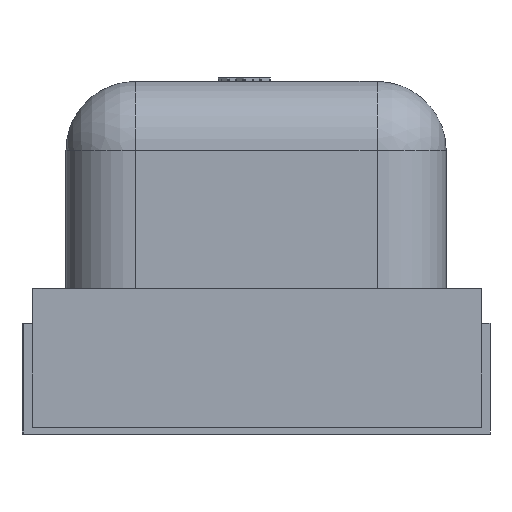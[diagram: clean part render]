
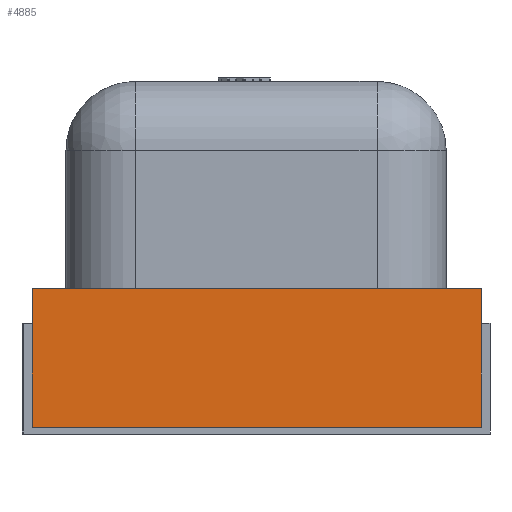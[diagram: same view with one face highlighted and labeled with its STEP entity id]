
A CAD part, left-side view. The second image highlights one B-rep face of the part: STEP entity #4885.
In plain terms, the highlighted planar face has unit normal (-1, 0, 0).
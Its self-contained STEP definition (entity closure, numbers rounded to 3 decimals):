
#243 = DIRECTION ( 'NONE',  ( 0., -1., 0. ) ) ;
#432 = DIRECTION ( 'NONE',  ( 0., 0., -1. ) ) ;
#1543 = ORIENTED_EDGE ( 'NONE', *, *, #7695, .T. ) ;
#1573 = DIRECTION ( 'NONE',  ( 0., 1., 0. ) ) ;
#1591 = LINE ( 'NONE', #14070, #5534 ) ;
#1992 = DIRECTION ( 'NONE',  ( 0., 0., -1. ) ) ;
#2468 = FACE_OUTER_BOUND ( 'NONE', #5578, .T. ) ;
#2604 = VERTEX_POINT ( 'NONE', #5035 ) ;
#3178 = VERTEX_POINT ( 'NONE', #5752 ) ;
#3627 = LINE ( 'NONE', #3705, #14087 ) ;
#3705 = CARTESIAN_POINT ( 'NONE',  ( 0., 0., 0.4 ) ) ;
#4507 = EDGE_CURVE ( 'NONE', #5437, #2604, #1591, .T. ) ;
#4514 = CARTESIAN_POINT ( 'NONE',  ( 0., 1.3, 0.4 ) ) ;
#4885 = ADVANCED_FACE ( 'NONE', ( #2468 ), #7234, .F. ) ;
#5035 = CARTESIAN_POINT ( 'NONE',  ( 0., 0., 0.4 ) ) ;
#5195 = VERTEX_POINT ( 'NONE', #7218 ) ;
#5237 = VECTOR ( 'NONE', #1992, 1000. ) ;
#5437 = VERTEX_POINT ( 'NONE', #12977 ) ;
#5534 = VECTOR ( 'NONE', #243, 1000. ) ;
#5578 = EDGE_LOOP ( 'NONE', ( #9435, #8065, #13948, #1543 ) ) ;
#5752 = CARTESIAN_POINT ( 'NONE',  ( 0., 1.3, 0. ) ) ;
#7218 = CARTESIAN_POINT ( 'NONE',  ( 0., 0., 0. ) ) ;
#7234 = PLANE ( 'NONE',  #8917 ) ;
#7695 = EDGE_CURVE ( 'NONE', #5437, #3178, #12187, .T. ) ;
#8065 = ORIENTED_EDGE ( 'NONE', *, *, #9046, .F. ) ;
#8917 = AXIS2_PLACEMENT_3D ( 'NONE', #11763, #11688, #1573 ) ;
#9046 = EDGE_CURVE ( 'NONE', #2604, #5195, #3627, .T. ) ;
#9435 = ORIENTED_EDGE ( 'NONE', *, *, #14136, .T. ) ;
#10075 = CARTESIAN_POINT ( 'NONE',  ( 0., 0., 0. ) ) ;
#11227 = VECTOR ( 'NONE', #14593, 1000. ) ;
#11688 = DIRECTION ( 'NONE',  ( 1., 0., 0. ) ) ;
#11763 = CARTESIAN_POINT ( 'NONE',  ( 0., 0., 0.4 ) ) ;
#12187 = LINE ( 'NONE', #4514, #5237 ) ;
#12373 = LINE ( 'NONE', #10075, #11227 ) ;
#12977 = CARTESIAN_POINT ( 'NONE',  ( 0., 1.3, 0.4 ) ) ;
#13948 = ORIENTED_EDGE ( 'NONE', *, *, #4507, .F. ) ;
#14070 = CARTESIAN_POINT ( 'NONE',  ( 0., 0., 0.4 ) ) ;
#14087 = VECTOR ( 'NONE', #432, 1000. ) ;
#14136 = EDGE_CURVE ( 'NONE', #3178, #5195, #12373, .T. ) ;
#14593 = DIRECTION ( 'NONE',  ( 0., -1., 0. ) ) ;
